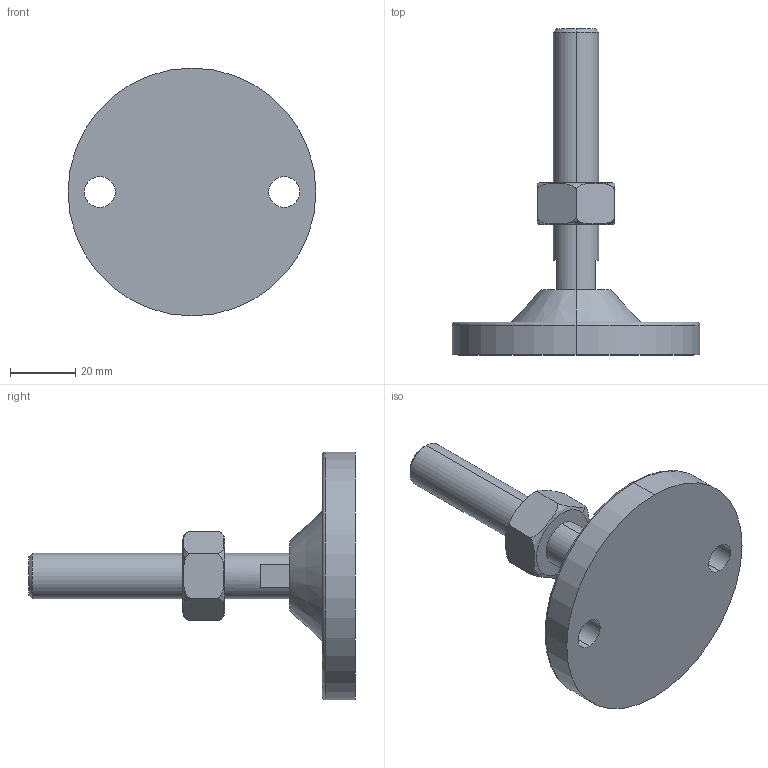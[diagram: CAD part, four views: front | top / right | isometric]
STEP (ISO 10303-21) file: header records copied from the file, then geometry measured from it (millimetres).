
FILE_DESCRIPTION (( 'STEP AP203' ), '1' );
FILE_NAME ('SAM8014100FN.STEP', '2018-03-27T16:09:39', ( 'User2' ), ( '' ), 'SwSTEP 2.0', 'SolidWorks 2007', '' );
FILE_SCHEMA (( 'CONFIG_CONTROL_DESIGN' ));
Length unit declared in the file: millimetre
Products named in the file (1): SAM8014100FN
Bounding box: 76 x 100 x 76 mm (x, y, z)
Volume: 67984.8 mm3; surface area: 16694 mm2
Topology: 1 solids, 1 shells, 36 faces, 86 edges, 56 vertices
Faces by surface type: plane 16, cylinder 10, bspline 4, cone 4, torus 2
Entity records: 1493 total; most frequent: CARTESIAN_POINT 575, DIRECTION 178, ORIENTED_EDGE 172, EDGE_CURVE 86, AXIS2_PLACEMENT_3D 75, VERTEX_POINT 56, EDGE_LOOP 44, CIRCLE 42
